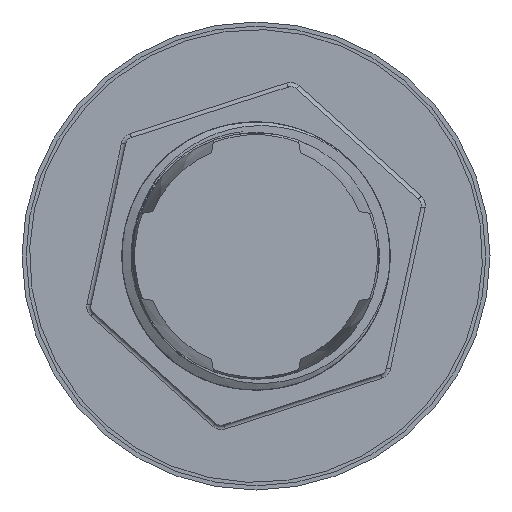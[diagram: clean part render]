
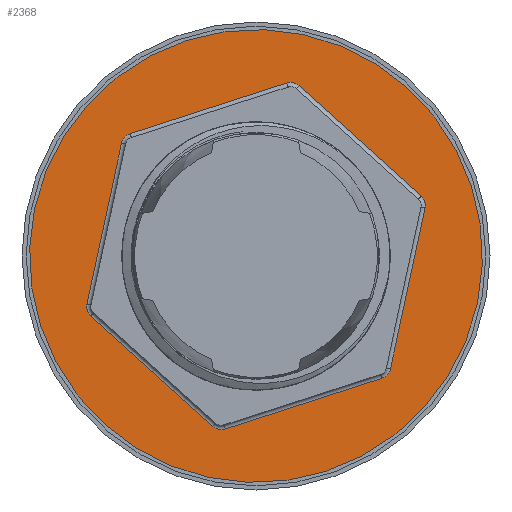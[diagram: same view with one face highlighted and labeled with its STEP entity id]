
A CAD part, front view. The second image highlights one B-rep face of the part: STEP entity #2368.
In plain terms, the highlighted planar face has unit normal (0, -1, 0).
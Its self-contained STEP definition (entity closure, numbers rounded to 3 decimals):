
#81=FACE_BOUND($,#531,.T.);
#245=PLANE($,#2607);
#350=FACE_OUTER_BOUND($,#530,.T.);
#530=EDGE_LOOP($,(#2004));
#531=EDGE_LOOP($,(#2005,#2006,#2007,#2008,#2009,#2010,#2011,#2012,#2013,
#2014,#2015,#2016));
#652=CIRCLE($,#2567,13.5);
#675=CIRCLE($,#2608,0.75);
#676=CIRCLE($,#2609,0.75);
#677=CIRCLE($,#2610,0.75);
#678=CIRCLE($,#2611,0.75);
#679=CIRCLE($,#2612,0.75);
#680=CIRCLE($,#2613,0.75);
#809=LINE($,#6674,#926);
#810=LINE($,#6678,#927);
#811=LINE($,#6682,#928);
#812=LINE($,#6686,#929);
#813=LINE($,#6690,#930);
#814=LINE($,#6693,#931);
#926=VECTOR($,#3164,9.815);
#927=VECTOR($,#3167,9.815);
#928=VECTOR($,#3170,9.815);
#929=VECTOR($,#3173,9.815);
#930=VECTOR($,#3176,9.815);
#931=VECTOR($,#3179,9.815);
#1118=VERTEX_POINT($,#6582);
#1149=VERTEX_POINT($,#6670);
#1150=VERTEX_POINT($,#6671);
#1151=VERTEX_POINT($,#6673);
#1152=VERTEX_POINT($,#6675);
#1153=VERTEX_POINT($,#6677);
#1154=VERTEX_POINT($,#6679);
#1155=VERTEX_POINT($,#6681);
#1156=VERTEX_POINT($,#6683);
#1157=VERTEX_POINT($,#6685);
#1158=VERTEX_POINT($,#6687);
#1159=VERTEX_POINT($,#6689);
#1160=VERTEX_POINT($,#6691);
#1409=EDGE_CURVE($,#1118,#1118,#652,.T.);
#1448=EDGE_CURVE($,#1149,#1150,#675,.T.);
#1449=EDGE_CURVE($,#1151,#1149,#809,.T.);
#1450=EDGE_CURVE($,#1152,#1151,#676,.T.);
#1451=EDGE_CURVE($,#1153,#1152,#810,.T.);
#1452=EDGE_CURVE($,#1154,#1153,#677,.T.);
#1453=EDGE_CURVE($,#1155,#1154,#811,.T.);
#1454=EDGE_CURVE($,#1156,#1155,#678,.T.);
#1455=EDGE_CURVE($,#1157,#1156,#812,.T.);
#1456=EDGE_CURVE($,#1158,#1157,#679,.T.);
#1457=EDGE_CURVE($,#1159,#1158,#813,.T.);
#1458=EDGE_CURVE($,#1160,#1159,#680,.T.);
#1459=EDGE_CURVE($,#1150,#1160,#814,.T.);
#2004=ORIENTED_EDGE($,*,*,#1409,.T.);
#2005=ORIENTED_EDGE($,*,*,#1448,.F.);
#2006=ORIENTED_EDGE($,*,*,#1449,.F.);
#2007=ORIENTED_EDGE($,*,*,#1450,.F.);
#2008=ORIENTED_EDGE($,*,*,#1451,.F.);
#2009=ORIENTED_EDGE($,*,*,#1452,.F.);
#2010=ORIENTED_EDGE($,*,*,#1453,.F.);
#2011=ORIENTED_EDGE($,*,*,#1454,.F.);
#2012=ORIENTED_EDGE($,*,*,#1455,.F.);
#2013=ORIENTED_EDGE($,*,*,#1456,.F.);
#2014=ORIENTED_EDGE($,*,*,#1457,.F.);
#2015=ORIENTED_EDGE($,*,*,#1458,.F.);
#2016=ORIENTED_EDGE($,*,*,#1459,.F.);
#2368=ADVANCED_FACE($,(#350,#81),#245,.T.);
#2567=AXIS2_PLACEMENT_3D($,#6583,#3064,#3065);
#2607=AXIS2_PLACEMENT_3D($,#6669,#3160,#3161);
#2608=AXIS2_PLACEMENT_3D($,#6672,#3162,#3163);
#2609=AXIS2_PLACEMENT_3D($,#6676,#3165,#3166);
#2610=AXIS2_PLACEMENT_3D($,#6680,#3168,#3169);
#2611=AXIS2_PLACEMENT_3D($,#6684,#3171,#3172);
#2612=AXIS2_PLACEMENT_3D($,#6688,#3174,#3175);
#2613=AXIS2_PLACEMENT_3D($,#6692,#3177,#3178);
#3064=DIRECTION('center_axis',(0.,-1.,0.));
#3065=DIRECTION('ref_axis',(-0.952,0.,-0.307));
#3160=DIRECTION('center_axis',(0.,-1.,0.));
#3161=DIRECTION('ref_axis',(-0.952,0.,-0.307));
#3162=DIRECTION('center_axis',(0.,-1.,0.));
#3163=DIRECTION('ref_axis',(-0.952,0.,-0.307));
#3164=DIRECTION($,(-0.21,0.,-0.978));
#3165=DIRECTION('center_axis',(0.,-1.,0.));
#3166=DIRECTION('ref_axis',(-0.742,0.,0.671));
#3167=DIRECTION($,(-0.952,0.,-0.307));
#3168=DIRECTION('center_axis',(0.,-1.,0.));
#3169=DIRECTION('ref_axis',(0.21,0.,0.978));
#3170=DIRECTION($,(-0.742,0.,0.671));
#3171=DIRECTION('center_axis',(0.,-1.,0.));
#3172=DIRECTION('ref_axis',(0.952,0.,0.307));
#3173=DIRECTION($,(0.21,0.,0.978));
#3174=DIRECTION('center_axis',(0.,-1.,0.));
#3175=DIRECTION('ref_axis',(0.742,0.,-0.671));
#3176=DIRECTION($,(0.952,0.,0.307));
#3177=DIRECTION('center_axis',(0.,-1.,0.));
#3178=DIRECTION('ref_axis',(-0.21,0.,-0.978));
#3179=DIRECTION($,(0.742,0.,-0.671));
#6582=CARTESIAN_POINT('',(4.142,-9.5,-12.849));
#6583=CARTESIAN_POINT('Origin',(0.,-9.5,0.));
#6669=CARTESIAN_POINT('Origin',(2.761,-9.5,-8.566));
#6670=CARTESIAN_POINT('',(-10.075,-9.5,-2.853));
#6671=CARTESIAN_POINT('',(-9.845,-9.5,-3.567));
#6672=CARTESIAN_POINT('Origin',(-9.342,-9.5,-3.011));
#6673=CARTESIAN_POINT('',(-8.012,-9.5,6.742));
#6674=CARTESIAN_POINT($,(-10.409,-9.5,-4.406));
#6675=CARTESIAN_POINT('',(-7.509,-9.5,7.298));
#6676=CARTESIAN_POINT('Origin',(-7.278,-9.5,6.585));
#6677=CARTESIAN_POINT('',(1.833,-9.5,10.309));
#6678=CARTESIAN_POINT($,(-5.311,-9.5,8.007));
#6679=CARTESIAN_POINT('',(2.566,-9.5,10.152));
#6680=CARTESIAN_POINT('Origin',(2.063,-9.5,9.596));
#6681=CARTESIAN_POINT('',(9.845,-9.5,3.567));
#6682=CARTESIAN_POINT($,(7.169,-9.5,5.988));
#6683=CARTESIAN_POINT('',(10.075,-9.5,2.853));
#6684=CARTESIAN_POINT('Origin',(9.342,-9.5,3.011));
#6685=CARTESIAN_POINT('',(8.012,-9.5,-6.742));
#6686=CARTESIAN_POINT($,(8.77,-9.5,-3.214));
#6687=CARTESIAN_POINT('',(7.509,-9.5,-7.298));
#6688=CARTESIAN_POINT('Origin',(7.278,-9.5,-6.585));
#6689=CARTESIAN_POINT('',(-1.833,-9.5,-10.309));
#6690=CARTESIAN_POINT($,(5.311,-9.5,-8.007));
#6691=CARTESIAN_POINT('',(-2.566,-9.5,-10.152));
#6692=CARTESIAN_POINT('Origin',(-2.063,-9.5,-9.596));
#6693=CARTESIAN_POINT($,(-1.389,-9.5,-11.217));
